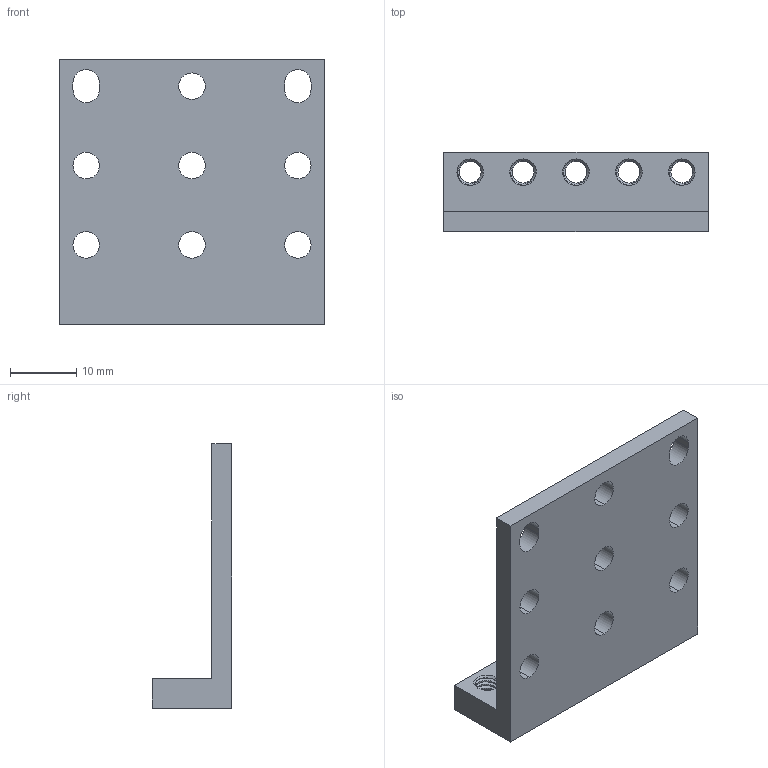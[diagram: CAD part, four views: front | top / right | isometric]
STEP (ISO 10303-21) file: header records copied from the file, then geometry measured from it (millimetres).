
FILE_DESCRIPTION (( 'STEP AP203' ), '1' );
FILE_NAME ('1211-0001-0001.STEP', '2018-01-22T20:27:48', ( '' ), ( '' ), 'SwSTEP 2.0', 'SolidWorks 2016', '' );
FILE_SCHEMA (( 'CONFIG_CONTROL_DESIGN' ));
Length unit declared in the file: millimetre
Products named in the file (1): 1211-0001-0001
Bounding box: 40 x 12 x 40 mm (x, y, z)
Volume: 5824.4 mm3; surface area: 4868.1 mm2
Topology: 1 solids, 1 shells, 207 faces, 585 edges, 380 vertices
Faces by surface type: cylinder 155, cone 30, plane 12, bspline 10
Entity records: 19112 total; most frequent: CARTESIAN_POINT 14428, ORIENTED_EDGE 1170, DIRECTION 781, EDGE_CURVE 585, VERTEX_POINT 380, AXIS2_PLACEMENT_3D 293, EDGE_LOOP 235, FACE_OUTER_BOUND 207
